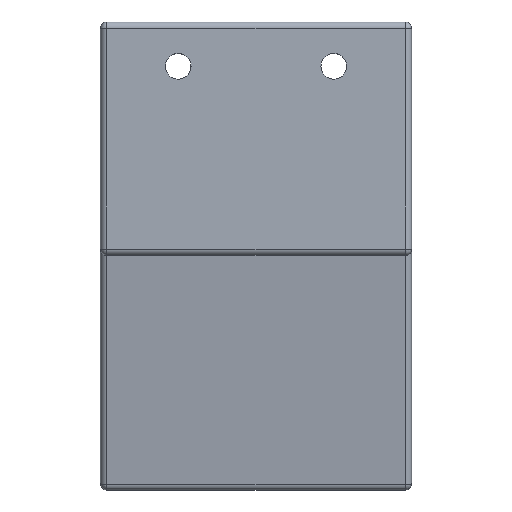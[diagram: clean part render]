
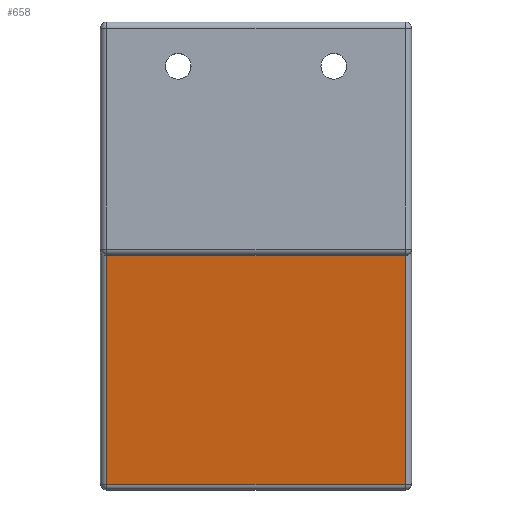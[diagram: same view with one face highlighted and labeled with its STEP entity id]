
A CAD part, top view. The second image highlights one B-rep face of the part: STEP entity #658.
In plain terms, the highlighted planar face has unit normal (0, -0.13, 0.992).
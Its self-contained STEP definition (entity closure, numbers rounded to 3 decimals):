
#26=PLANE('',#770);
#81=FACE_OUTER_BOUND('',#129,.T.);
#129=EDGE_LOOP('',(#556,#557,#558,#559));
#147=LINE('',#1052,#191);
#170=LINE('',#1156,#214);
#176=LINE('',#1181,#220);
#177=LINE('',#1183,#221);
#191=VECTOR('',#820,10.);
#214=VECTOR('',#951,10.);
#220=VECTOR('',#985,10.);
#221=VECTOR('',#988,10.);
#285=VERTEX_POINT('',#1043);
#287=VERTEX_POINT('',#1049);
#312=VERTEX_POINT('',#1148);
#314=VERTEX_POINT('',#1154);
#339=EDGE_CURVE('',#285,#287,#147,.T.);
#391=EDGE_CURVE('',#314,#312,#170,.T.);
#404=EDGE_CURVE('',#312,#285,#176,.T.);
#405=EDGE_CURVE('',#287,#314,#177,.T.);
#556=ORIENTED_EDGE('',*,*,#339,.F.);
#557=ORIENTED_EDGE('',*,*,#404,.F.);
#558=ORIENTED_EDGE('',*,*,#391,.F.);
#559=ORIENTED_EDGE('',*,*,#405,.F.);
#658=ADVANCED_FACE('',(#81),#26,.T.);
#770=AXIS2_PLACEMENT_3D('',#1182,#986,#987);
#820=DIRECTION('',(0.,-0.991,-0.13));
#951=DIRECTION('',(0.,0.991,0.13));
#985=DIRECTION('',(1.,0.,0.));
#986=DIRECTION('center_axis',(0.,-0.13,0.991));
#987=DIRECTION('ref_axis',(0.,-0.991,-0.13));
#988=DIRECTION('',(-1.,0.,0.));
#1043=CARTESIAN_POINT('',(39.2,18.054,-3.553));
#1049=CARTESIAN_POINT('',(39.2,-29.451,-9.799));
#1052=CARTESIAN_POINT('',(39.2,13.929,-4.096));
#1148=CARTESIAN_POINT('',(0.8,18.054,-3.553));
#1154=CARTESIAN_POINT('',(0.8,-29.451,-9.799));
#1156=CARTESIAN_POINT('',(0.8,13.929,-4.096));
#1181=CARTESIAN_POINT('',(0.,18.054,-3.553));
#1182=CARTESIAN_POINT('Origin',(0.,27.981,-2.248));
#1183=CARTESIAN_POINT('',(0.,-29.451,-9.799));
